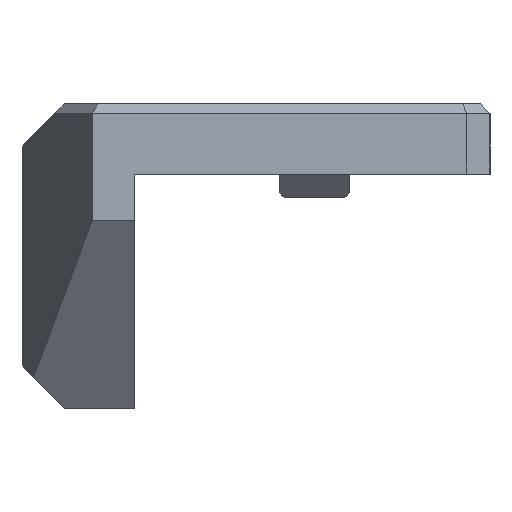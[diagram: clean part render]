
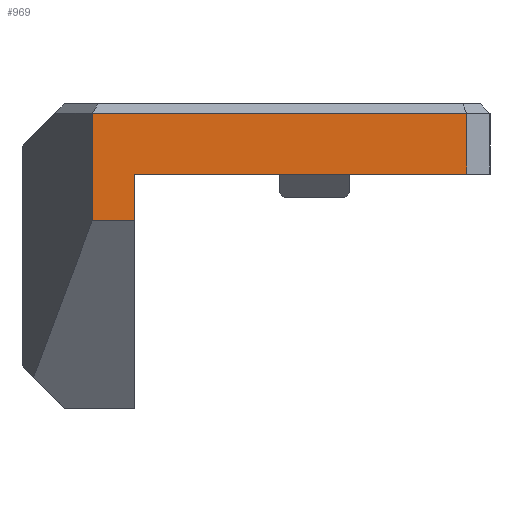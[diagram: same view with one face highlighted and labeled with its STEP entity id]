
A CAD part, left-side view. The second image highlights one B-rep face of the part: STEP entity #969.
In plain terms, the highlighted planar face has unit normal (-1, 0, 0).
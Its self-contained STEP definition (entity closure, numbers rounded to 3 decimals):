
#81=FACE_OUTER_BOUND('',#135,.T.);
#135=EDGE_LOOP('',(#813,#814,#815,#816,#817,#818));
#176=LINE('',#1378,#298);
#233=LINE('',#1517,#355);
#255=LINE('',#1562,#377);
#256=LINE('',#1565,#378);
#257=LINE('',#1566,#379);
#258=LINE('',#1567,#380);
#298=VECTOR('',#1108,10.);
#355=VECTOR('',#1233,10.);
#377=VECTOR('',#1277,10.);
#378=VECTOR('',#1280,10.);
#379=VECTOR('',#1281,10.);
#380=VECTOR('',#1282,10.);
#413=VERTEX_POINT('',#1375);
#414=VERTEX_POINT('',#1377);
#461=VERTEX_POINT('',#1512);
#462=VERTEX_POINT('',#1516);
#474=VERTEX_POINT('',#1560);
#475=VERTEX_POINT('',#1564);
#507=EDGE_CURVE('',#413,#414,#176,.T.);
#577=EDGE_CURVE('',#462,#461,#233,.T.);
#601=EDGE_CURVE('',#474,#462,#255,.T.);
#602=EDGE_CURVE('',#475,#474,#256,.T.);
#603=EDGE_CURVE('',#414,#475,#257,.T.);
#604=EDGE_CURVE('',#461,#413,#258,.T.);
#813=ORIENTED_EDGE('',*,*,#577,.F.);
#814=ORIENTED_EDGE('',*,*,#601,.F.);
#815=ORIENTED_EDGE('',*,*,#602,.F.);
#816=ORIENTED_EDGE('',*,*,#603,.F.);
#817=ORIENTED_EDGE('',*,*,#507,.F.);
#818=ORIENTED_EDGE('',*,*,#604,.F.);
#918=PLANE('',#1049);
#969=ADVANCED_FACE('',(#81),#918,.T.);
#1049=AXIS2_PLACEMENT_3D('',#1563,#1278,#1279);
#1108=DIRECTION('',(0.,1.,0.));
#1233=DIRECTION('',(0.,-1.,0.));
#1277=DIRECTION('',(0.,0.,1.));
#1278=DIRECTION('center_axis',(-1.,0.,0.));
#1279=DIRECTION('ref_axis',(0.,1.,0.));
#1280=DIRECTION('',(0.,1.,0.));
#1281=DIRECTION('',(0.,0.,-1.));
#1282=DIRECTION('',(0.,0.,-1.));
#1375=CARTESIAN_POINT('',(0.,1.,-3.));
#1377=CARTESIAN_POINT('',(0.,15.2,-3.));
#1378=CARTESIAN_POINT('',(0.,20.,-3.));
#1512=CARTESIAN_POINT('',(0.,1.,-0.4));
#1516=CARTESIAN_POINT('',(0.,17.,-0.4));
#1517=CARTESIAN_POINT('',(0.,5.,-0.4));
#1560=CARTESIAN_POINT('',(0.,17.,-5.));
#1562=CARTESIAN_POINT('',(0.,17.,0.));
#1563=CARTESIAN_POINT('Origin',(0.,0.,0.));
#1564=CARTESIAN_POINT('',(0.,15.2,-5.));
#1565=CARTESIAN_POINT('',(0.,8.8,-5.));
#1566=CARTESIAN_POINT('',(0.,15.2,0.));
#1567=CARTESIAN_POINT('',(0.,1.,0.));
